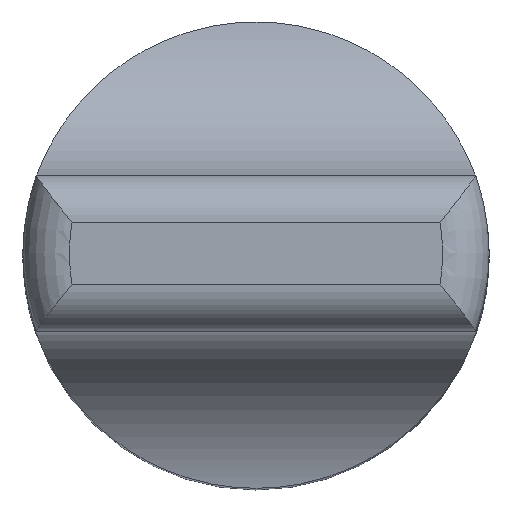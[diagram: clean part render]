
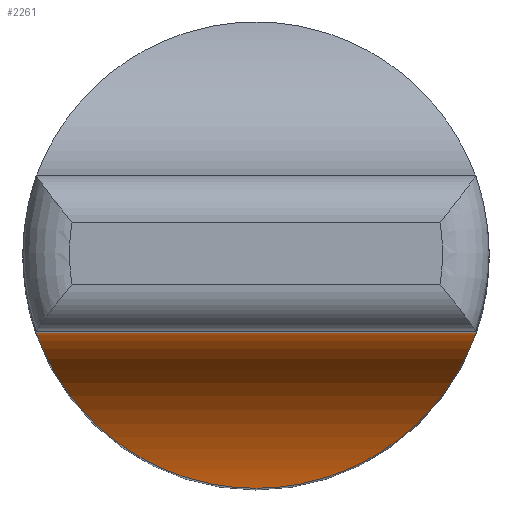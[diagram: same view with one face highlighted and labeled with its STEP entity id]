
A CAD part, top view. The second image highlights one B-rep face of the part: STEP entity #2261.
In plain terms, the highlighted cylindrical face has radius 6.1 mm (diameter 12.2 mm), a partial arc.
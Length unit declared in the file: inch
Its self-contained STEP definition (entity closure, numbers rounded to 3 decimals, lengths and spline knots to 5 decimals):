
#2206=CARTESIAN_POINT('Axis2P3D Location',(0.13919,-0.33858,0.23622)) ;
#2211=CARTESIAN_POINT('Line Origine',(0.13919,-0.09843,0.23622)) ;
#2215=CARTESIAN_POINT('Vertex',(0.27839,-0.09843,0.23622)) ;
#2217=CARTESIAN_POINT('Vertex',(-0.27839,-0.09843,0.23622)) ;
#2221=CARTESIAN_POINT('Control Point',(-0.27839,-0.09843,0.23622)) ;
#2222=CARTESIAN_POINT('Control Point',(-0.27839,-0.09843,0.21863)) ;
#2223=CARTESIAN_POINT('Control Point',(-0.27782,-0.10004,0.20104)) ;
#2224=CARTESIAN_POINT('Control Point',(-0.27668,-0.10326,0.18366)) ;
#2225=CARTESIAN_POINT('Control Point',(-0.27207,-0.11553,0.14024)) ;
#2226=CARTESIAN_POINT('Control Point',(-0.26214,-0.1372,0.10126)) ;
#2227=CARTESIAN_POINT('Control Point',(-0.25353,-0.15347,0.08)) ;
#2228=CARTESIAN_POINT('Control Point',(-0.2287,-0.19074,0.04317)) ;
#2229=CARTESIAN_POINT('Control Point',(-0.19032,-0.22844,0.02117)) ;
#2230=CARTESIAN_POINT('Control Point',(-0.16704,-0.24612,0.01368)) ;
#2231=CARTESIAN_POINT('Control Point',(-0.1212,-0.27252,0.00472)) ;
#2232=CARTESIAN_POINT('Control Point',(-0.07022,-0.28826,0.00129)) ;
#2233=CARTESIAN_POINT('Control Point',(-0.04702,-0.29294,0.00043)) ;
#2234=CARTESIAN_POINT('Control Point',(-0.02351,-0.29528,0.)) ;
#2235=CARTESIAN_POINT('Control Point',(0.,-0.29528,0.)) ;
#2236=CARTESIAN_POINT('Vertex',(0.,-0.29528,0.)) ;
#2240=CARTESIAN_POINT('Control Point',(0.27839,-0.09843,0.23622)) ;
#2241=CARTESIAN_POINT('Control Point',(0.27839,-0.09843,0.21863)) ;
#2242=CARTESIAN_POINT('Control Point',(0.27782,-0.10004,0.20104)) ;
#2243=CARTESIAN_POINT('Control Point',(0.27668,-0.10326,0.18366)) ;
#2244=CARTESIAN_POINT('Control Point',(0.27207,-0.11553,0.14024)) ;
#2245=CARTESIAN_POINT('Control Point',(0.26214,-0.1372,0.10126)) ;
#2246=CARTESIAN_POINT('Control Point',(0.25353,-0.15347,0.08)) ;
#2247=CARTESIAN_POINT('Control Point',(0.2287,-0.19074,0.04317)) ;
#2248=CARTESIAN_POINT('Control Point',(0.19032,-0.22844,0.02117)) ;
#2249=CARTESIAN_POINT('Control Point',(0.16704,-0.24612,0.01368)) ;
#2250=CARTESIAN_POINT('Control Point',(0.1212,-0.27252,0.00472)) ;
#2251=CARTESIAN_POINT('Control Point',(0.07022,-0.28826,0.00129)) ;
#2252=CARTESIAN_POINT('Control Point',(0.04702,-0.29294,0.00043)) ;
#2253=CARTESIAN_POINT('Control Point',(0.02351,-0.29528,0.)) ;
#2254=CARTESIAN_POINT('Control Point',(0.,-0.29528,0.)) ;
#2207=DIRECTION('Axis2P3D Direction',(-1.,0.,0.)) ;
#2208=DIRECTION('Axis2P3D XDirection',(0.,1.,0.)) ;
#2212=DIRECTION('Vector Direction',(-1.,0.,0.)) ;
#2209=AXIS2_PLACEMENT_3D('Cylinder Axis2P3D',#2206,#2207,#2208) ;
#2257=ORIENTED_EDGE('',*,*,#2219,.T.) ;
#2258=ORIENTED_EDGE('',*,*,#2238,.T.) ;
#2259=ORIENTED_EDGE('',*,*,#2255,.F.) ;
#2213=VECTOR('Line Direction',#2212,0.03937) ;
#2261=ADVANCED_FACE('PartBody',(#2260),#2210,.F.) ;
#2220=B_SPLINE_CURVE_WITH_KNOTS('',5,(#2221,#2222,#2223,#2224,#2225,#2226,#2227,#2228,#2229,#2230,#2231,#2232,#2233,#2234,#2235),.UNSPECIFIED.,.F.,.U.,(6,3,3,3,6),(0.,3.15932,8.10581,13.42906,17.652),.UNSPECIFIED.) ;
#2239=B_SPLINE_CURVE_WITH_KNOTS('',5,(#2240,#2241,#2242,#2243,#2244,#2245,#2246,#2247,#2248,#2249,#2250,#2251,#2252,#2253,#2254),.UNSPECIFIED.,.F.,.U.,(6,3,3,3,6),(0.,3.15932,8.10581,13.42906,17.652),.UNSPECIFIED.) ;
#2210=CYLINDRICAL_SURFACE('generated cylinder',#2209,0.24016) ;
#2219=EDGE_CURVE('',#2216,#2218,#2214,.T.) ;
#2238=EDGE_CURVE('',#2218,#2237,#2220,.T.) ;
#2255=EDGE_CURVE('',#2216,#2237,#2239,.T.) ;
#2256=EDGE_LOOP('',(#2257,#2258,#2259)) ;
#2260=FACE_OUTER_BOUND('',#2256,.T.) ;
#2214=LINE('Line',#2211,#2213) ;
#2216=VERTEX_POINT('',#2215) ;
#2218=VERTEX_POINT('',#2217) ;
#2237=VERTEX_POINT('',#2236) ;
